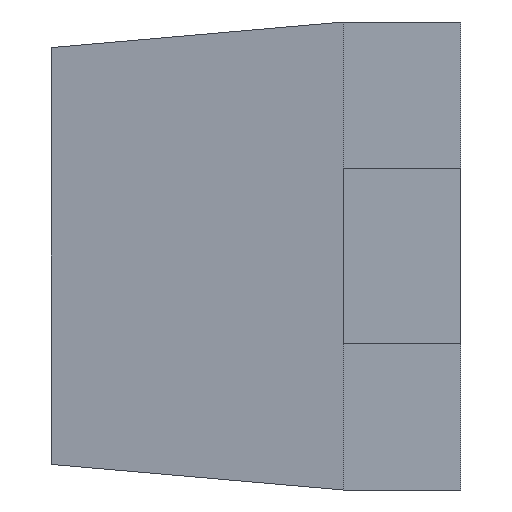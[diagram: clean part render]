
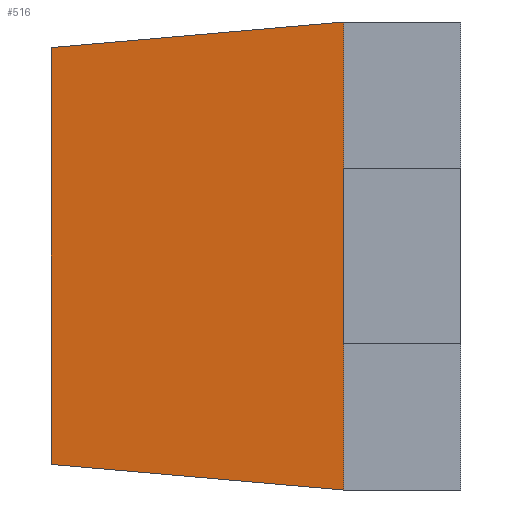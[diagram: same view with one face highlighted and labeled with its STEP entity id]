
A CAD part, left-side view. The second image highlights one B-rep face of the part: STEP entity #516.
In plain terms, the highlighted planar face has unit normal (-0.996, 0.087, 0).
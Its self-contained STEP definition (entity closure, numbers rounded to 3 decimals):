
#135 = CARTESIAN_POINT ( 'NONE',  ( -0.6, 0.2, 0.4 ) ) ;
#140 = DIRECTION ( 'NONE',  ( -0.087, -0.992, -0.087 ) ) ;
#163 = EDGE_CURVE ( 'NONE', #417, #553, #258, .T. ) ;
#170 = DIRECTION ( 'NONE',  ( 0., 0., 1. ) ) ;
#181 = CARTESIAN_POINT ( 'NONE',  ( -0.556, 0.7, 0.356 ) ) ;
#241 = EDGE_CURVE ( 'NONE', #852, #646, #1098, .T. ) ;
#258 = LINE ( 'NONE', #1053, #916 ) ;
#261 = EDGE_CURVE ( 'NONE', #646, #553, #836, .T. ) ;
#262 = LINE ( 'NONE', #793, #977 ) ;
#307 = DIRECTION ( 'NONE',  ( 0., 0., 1. ) ) ;
#310 = ORIENTED_EDGE ( 'NONE', *, *, #241, .F. ) ;
#311 = EDGE_LOOP ( 'NONE', ( #1096, #917, #310, #747 ) ) ;
#417 = VERTEX_POINT ( 'NONE', #1134 ) ;
#419 = CARTESIAN_POINT ( 'NONE',  ( -0.556, 0.7, -0.356 ) ) ;
#516 = ADVANCED_FACE ( 'NONE', ( #962 ), #776, .T. ) ;
#541 = CARTESIAN_POINT ( 'NONE',  ( -0.556, 0.7, -0.4 ) ) ;
#553 = VERTEX_POINT ( 'NONE', #135 ) ;
#595 = EDGE_CURVE ( 'NONE', #852, #417, #262, .T. ) ;
#605 = DIRECTION ( 'NONE',  ( -0.996, 0.087, 0. ) ) ;
#638 = DIRECTION ( 'NONE',  ( -0.087, -0.992, 0.087 ) ) ;
#639 = AXIS2_PLACEMENT_3D ( 'NONE', #893, #605, #683 ) ;
#646 = VERTEX_POINT ( 'NONE', #181 ) ;
#683 = DIRECTION ( 'NONE',  ( -0.087, -0.996, 0. ) ) ;
#735 = CARTESIAN_POINT ( 'NONE',  ( -0.6, 0.2, 0.4 ) ) ;
#747 = ORIENTED_EDGE ( 'NONE', *, *, #595, .T. ) ;
#776 = PLANE ( 'NONE',  #639 ) ;
#793 = CARTESIAN_POINT ( 'NONE',  ( -0.6, 0.2, -0.4 ) ) ;
#836 = LINE ( 'NONE', #735, #907 ) ;
#852 = VERTEX_POINT ( 'NONE', #419 ) ;
#892 = VECTOR ( 'NONE', #170, 1000. ) ;
#893 = CARTESIAN_POINT ( 'NONE',  ( -0.6, 0.2, -0.4 ) ) ;
#907 = VECTOR ( 'NONE', #638, 1000. ) ;
#916 = VECTOR ( 'NONE', #307, 1000. ) ;
#917 = ORIENTED_EDGE ( 'NONE', *, *, #261, .F. ) ;
#962 = FACE_OUTER_BOUND ( 'NONE', #311, .T. ) ;
#977 = VECTOR ( 'NONE', #140, 1000. ) ;
#1053 = CARTESIAN_POINT ( 'NONE',  ( -0.6, 0.2, -0.4 ) ) ;
#1096 = ORIENTED_EDGE ( 'NONE', *, *, #163, .T. ) ;
#1098 = LINE ( 'NONE', #541, #892 ) ;
#1134 = CARTESIAN_POINT ( 'NONE',  ( -0.6, 0.2, -0.4 ) ) ;
